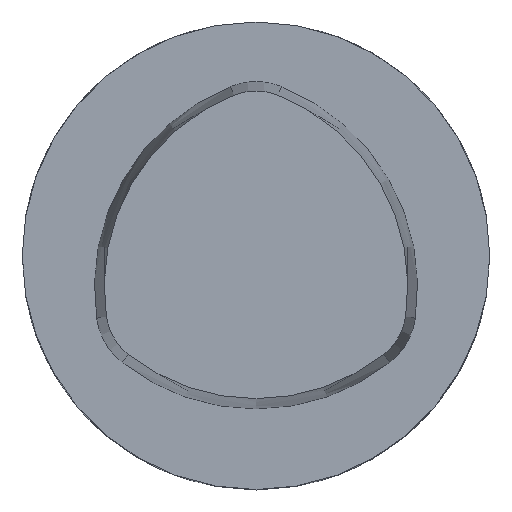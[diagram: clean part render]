
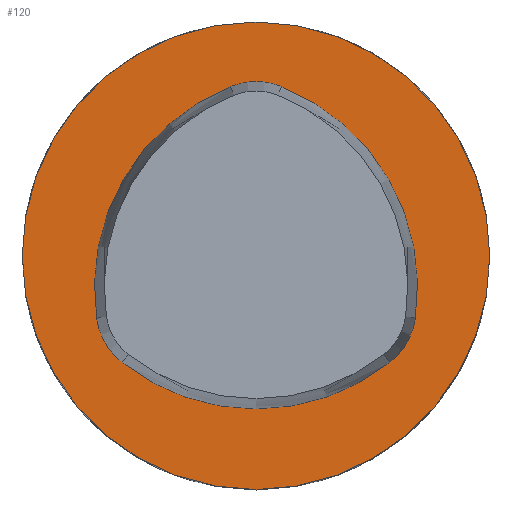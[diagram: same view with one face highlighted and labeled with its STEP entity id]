
A CAD part, top view. The second image highlights one B-rep face of the part: STEP entity #120.
In plain terms, the highlighted planar face has unit normal (0, 0, 1).
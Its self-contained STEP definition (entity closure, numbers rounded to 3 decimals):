
#93=CIRCLE('',#815,20.);
#120=ADVANCED_FACE('',(#196),#162,.T.);
#162=PLANE('',#821);
#196=FACE_OUTER_BOUND('',#246,.T.);
#246=EDGE_LOOP('',(#359));
#359=ORIENTED_EDGE('',*,*,#590,.T.);
#519=VERTEX_POINT('',#1186);
#590=EDGE_CURVE('',#519,#519,#93,.T.);
#815=AXIS2_PLACEMENT_3D('',#1185,#946,#947);
#821=AXIS2_PLACEMENT_3D('',#1204,#962,#963);
#946=DIRECTION('',(0.,0.,1.));
#947=DIRECTION('',(1.,0.,0.));
#962=DIRECTION('',(0.,0.,1.));
#963=DIRECTION('',(1.,0.,0.));
#1185=CARTESIAN_POINT('',(0.,0.,0.));
#1186=CARTESIAN_POINT('',(20.,0.,0.));
#1204=CARTESIAN_POINT('',(0.,0.,0.));
